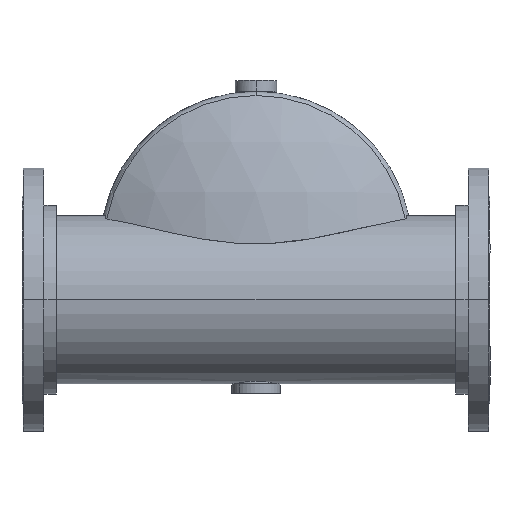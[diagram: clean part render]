
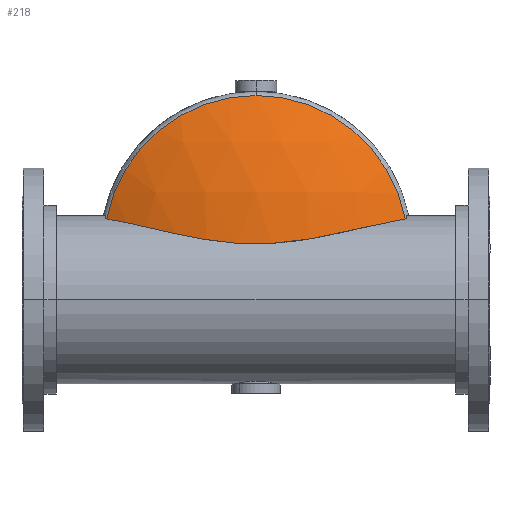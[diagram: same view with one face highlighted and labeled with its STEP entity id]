
A CAD part, top view. The second image highlights one B-rep face of the part: STEP entity #218.
In plain terms, the highlighted spherical face has radius 409.829 mm.
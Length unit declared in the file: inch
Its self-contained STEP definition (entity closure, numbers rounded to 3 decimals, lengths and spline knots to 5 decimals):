
#41 = FACE_OUTER_BOUND ( 'NONE', #4602, .T. ) ;
#85 = ORIENTED_EDGE ( 'NONE', *, *, #544, .F. ) ;
#127 = CARTESIAN_POINT ( 'NONE',  ( 1.67622, 3.27286, -0.27269 ) ) ;
#218 = ADVANCED_FACE ( 'NONE', ( #41 ), #762, .T. ) ;
#219 = CARTESIAN_POINT ( 'NONE',  ( -0.15128, 3.35817, -0.17811 ) ) ;
#387 = CARTESIAN_POINT ( 'NONE',  ( 0., -12.776, 0. ) ) ;
#505 = CARTESIAN_POINT ( 'NONE',  ( 2.33346, 3.18614, -0.36236 ) ) ;
#544 = EDGE_CURVE ( 'NONE', #1878, #1811, #4170, .T. ) ;
#578 = CARTESIAN_POINT ( 'NONE',  ( -4.08883, 2.8178, -0.6936 ) ) ;
#600 = CARTESIAN_POINT ( 'NONE',  ( -3.29146, 3.01445, -0.52717 ) ) ;
#632 = EDGE_CURVE ( 'NONE', #4652, #1878, #3032, .T. ) ;
#656 = CARTESIAN_POINT ( 'NONE',  ( -4.56295, 2.68065, -0.79885 ) ) ;
#762 = SPHERICAL_SURFACE ( 'NONE', #3590, 16.135 ) ;
#798 = AXIS2_PLACEMENT_3D ( 'NONE', #4100, #4454, #4851 ) ;
#879 = CARTESIAN_POINT ( 'NONE',  ( 2.82439, 3.10392, -0.44294 ) ) ;
#1048 = CARTESIAN_POINT ( 'NONE',  ( -7.2978, 1.55037, -1.39611 ) ) ;
#1071 = CARTESIAN_POINT ( 'NONE',  ( -1.32783, 3.30608, -0.23631 ) ) ;
#1131 = DIRECTION ( 'NONE',  ( 1., 0., 0. ) ) ;
#1163 = CARTESIAN_POINT ( 'NONE',  ( -7.59, 1.38883, -1.44492 ) ) ;
#1186 = CARTESIAN_POINT ( 'NONE',  ( -7.65356, 1.35307, -1.45965 ) ) ;
#1251 = CARTESIAN_POINT ( 'NONE',  ( 7.00332, 1.70187, -1.33983 ) ) ;
#1263 = ORIENTED_EDGE ( 'NONE', *, *, #632, .F. ) ;
#1277 = CARTESIAN_POINT ( 'NONE',  ( 7.29772, 1.55042, -1.3961 ) ) ;
#1369 = CARTESIAN_POINT ( 'NONE',  ( -0.82311, 3.33695, -0.20203 ) ) ;
#1422 = CARTESIAN_POINT ( 'NONE',  ( 7.63276, 1.36501, -1.45312 ) ) ;
#1451 = CARTESIAN_POINT ( 'NONE',  ( -1.66041, 3.27454, -0.27089 ) ) ;
#1612 = VERTEX_POINT ( 'NONE', #3656 ) ;
#1626 = EDGE_CURVE ( 'NONE', #2941, #4652, #4306, .T. ) ;
#1645 = DIRECTION ( 'NONE',  ( 0., -1., 0. ) ) ;
#1649 = CARTESIAN_POINT ( 'NONE',  ( 1.34615, 3.30443, -0.23812 ) ) ;
#1703 = CARTESIAN_POINT ( 'NONE',  ( 7.59, 1.38883, -1.44492 ) ) ;
#1741 = CARTESIAN_POINT ( 'NONE',  ( 0., 1.35307, 0. ) ) ;
#1745 = CARTESIAN_POINT ( 'NONE',  ( -6.10619, 2.11832, -1.15084 ) ) ;
#1811 = VERTEX_POINT ( 'NONE', #2227 ) ;
#1827 = CARTESIAN_POINT ( 'NONE',  ( 7.61151, 1.37694, -1.44852 ) ) ;
#1878 = VERTEX_POINT ( 'NONE', #3736 ) ;
#1910 = ORIENTED_EDGE ( 'NONE', *, *, #3628, .F. ) ;
#2035 = CARTESIAN_POINT ( 'NONE',  ( 2.16939, 3.20979, -0.33824 ) ) ;
#2156 = CARTESIAN_POINT ( 'NONE',  ( -3.61184, 2.94199, -0.59176 ) ) ;
#2169 = EDGE_CURVE ( 'NONE', #1612, #2941, #3683, .T. ) ;
#2205 = CARTESIAN_POINT ( 'NONE',  ( -0.6548, 3.34477, -0.19327 ) ) ;
#2227 = CARTESIAN_POINT ( 'NONE',  ( -7.59, 1.38883, -1.44492 ) ) ;
#2323 = CARTESIAN_POINT ( 'NONE',  ( -7.61151, 1.37694, -1.44852 ) ) ;
#2382 = CARTESIAN_POINT ( 'NONE',  ( 3.31344, 3.00977, -0.53142 ) ) ;
#2410 = CARTESIAN_POINT ( 'NONE',  ( 2.66092, 3.13288, -0.415 ) ) ;
#2438 = CARTESIAN_POINT ( 'NONE',  ( 0., 1.35307, -7.7915 ) ) ;
#2642 = B_SPLINE_CURVE_WITH_KNOTS ( 'NONE', 3,
 ( #1163, #2323, #4195, #1186 ),
 .UNSPECIFIED., .F., .F.,
 ( 4, 4 ),
 ( 0., 0.00189 ),
 .UNSPECIFIED. ) ;
#2751 = CARTESIAN_POINT ( 'NONE',  ( 5.19913, 2.47284, -0.94409 ) ) ;
#2776 = CARTESIAN_POINT ( 'NONE',  ( 6.10985, 2.11671, -1.15165 ) ) ;
#2803 = CARTESIAN_POINT ( 'NONE',  ( 4.26814, 2.77061, -0.73205 ) ) ;
#2844 = CARTESIAN_POINT ( 'NONE',  ( 2.90613, 3.08876, -0.45738 ) ) ;
#2865 = AXIS2_PLACEMENT_3D ( 'NONE', #1741, #1645, #3272 ) ;
#2923 = CARTESIAN_POINT ( 'NONE',  ( -2.31902, 3.19098, -0.35784 ) ) ;
#2941 = VERTEX_POINT ( 'NONE', #2438 ) ;
#2949 = CARTESIAN_POINT ( 'NONE',  ( -5.49702, 2.36359, -1.01313 ) ) ;
#2977 = CARTESIAN_POINT ( 'NONE',  ( -0.57074, 3.34801, -0.18962 ) ) ;
#3032 = B_SPLINE_CURVE_WITH_KNOTS ( 'NONE', 3,
 ( #4085, #1422, #1827, #3634 ),
 .UNSPECIFIED., .F., .F.,
 ( 4, 4 ),
 ( 0., 0.00189 ),
 .UNSPECIFIED. ) ;
#3132 = CARTESIAN_POINT ( 'NONE',  ( 6.40938, 1.98501, -1.21762 ) ) ;
#3272 = DIRECTION ( 'NONE',  ( 0., 0., -1. ) ) ;
#3277 = CARTESIAN_POINT ( 'NONE',  ( -4.24724, 2.77382, -0.72836 ) ) ;
#3341 = ORIENTED_EDGE ( 'NONE', *, *, #2169, .F. ) ;
#3590 = AXIS2_PLACEMENT_3D ( 'NONE', #387, #4144, #1131 ) ;
#3628 = EDGE_CURVE ( 'NONE', #1811, #1612, #2642, .T. ) ;
#3634 = CARTESIAN_POINT ( 'NONE',  ( 7.59, 1.38883, -1.44492 ) ) ;
#3656 = CARTESIAN_POINT ( 'NONE',  ( -7.65356, 1.35307, -1.45965 ) ) ;
#3659 = CARTESIAN_POINT ( 'NONE',  ( 0.35029, 3.35767, -0.17868 ) ) ;
#3683 = CIRCLE ( 'NONE', #798, 7.7915 ) ;
#3688 = CARTESIAN_POINT ( 'NONE',  ( -4.72034, 2.63141, -0.8346 ) ) ;
#3736 = CARTESIAN_POINT ( 'NONE',  ( 7.59, 1.38883, -1.44492 ) ) ;
#3936 = CARTESIAN_POINT ( 'NONE',  ( 2.57911, 3.1467, -0.40147 ) ) ;
#4005 = CARTESIAN_POINT ( 'NONE',  ( -2.64505, 3.13894, -0.4102 ) ) ;
#4055 = CARTESIAN_POINT ( 'NONE',  ( -5.18885, 2.47656, -0.94171 ) ) ;
#4085 = CARTESIAN_POINT ( 'NONE',  ( 7.65356, 1.35307, -1.45965 ) ) ;
#4100 = CARTESIAN_POINT ( 'NONE',  ( 0., 1.35307, 0. ) ) ;
#4144 = DIRECTION ( 'NONE',  ( 0., 0., 1. ) ) ;
#4170 = B_SPLINE_CURVE_WITH_KNOTS ( 'NONE', 3,
 ( #1703, #1277, #1251, #3132, #2776, #4300, #2751, #4370, #2803, #4740, #2382, #2844, #879, #2410, #3936, #505, #2035, #127, #1649, #4812, #3659, #219, #4866, #2977, #2205, #1369, #4394, #1071, #1451, #2923, #4005, #600, #2156, #578, #3277, #656, #3688, #4055, #2949, #1745, #4761, #4838, #1048, #4495 ),
 .UNSPECIFIED., .F., .F.,
 ( 4, 2, 2, 2, 2, 2, 2, 2, 2, 2, 2, 2, 2, 2, 2, 2, 2, 2, 2, 2, 2, 4 ),
 ( 0., 0.02538, 0.05076, 0.07615, 0.10153, 0.12691, 0.13326, 0.1396, 0.15229, 0.17767, 0.20306, 0.21575, 0.22209, 0.22844, 0.25382, 0.2792, 0.30458, 0.31727, 0.32997, 0.35535, 0.38073, 0.40611 ),
 .UNSPECIFIED. ) ;
#4195 = CARTESIAN_POINT ( 'NONE',  ( -7.63276, 1.36501, -1.45312 ) ) ;
#4286 = CARTESIAN_POINT ( 'NONE',  ( 7.65356, 1.35307, -1.45965 ) ) ;
#4300 = CARTESIAN_POINT ( 'NONE',  ( 5.50472, 2.36062, -1.01489 ) ) ;
#4306 = CIRCLE ( 'NONE', #2865, 7.7915 ) ;
#4370 = CARTESIAN_POINT ( 'NONE',  ( 4.58084, 2.67783, -0.80267 ) ) ;
#4394 = CARTESIAN_POINT ( 'NONE',  ( -0.90746, 3.33235, -0.20715 ) ) ;
#4454 = DIRECTION ( 'NONE',  ( 0., -1., 0. ) ) ;
#4495 = CARTESIAN_POINT ( 'NONE',  ( -7.59, 1.38883, -1.44492 ) ) ;
#4602 = EDGE_LOOP ( 'NONE', ( #1263, #4610, #3341, #1910, #85 ) ) ;
#4610 = ORIENTED_EDGE ( 'NONE', *, *, #1626, .F. ) ;
#4652 = VERTEX_POINT ( 'NONE', #4286 ) ;
#4740 = CARTESIAN_POINT ( 'NONE',  ( 3.63444, 2.93658, -0.59643 ) ) ;
#4761 = CARTESIAN_POINT ( 'NONE',  ( -6.40718, 1.98603, -1.21715 ) ) ;
#4812 = CARTESIAN_POINT ( 'NONE',  ( 0.68319, 3.34684, -0.19109 ) ) ;
#4838 = CARTESIAN_POINT ( 'NONE',  ( -7.00299, 1.70205, -1.33978 ) ) ;
#4851 = DIRECTION ( 'NONE',  ( 0., 0., -1. ) ) ;
#4866 = CARTESIAN_POINT ( 'NONE',  ( -0.31884, 3.35571, -0.18093 ) ) ;
